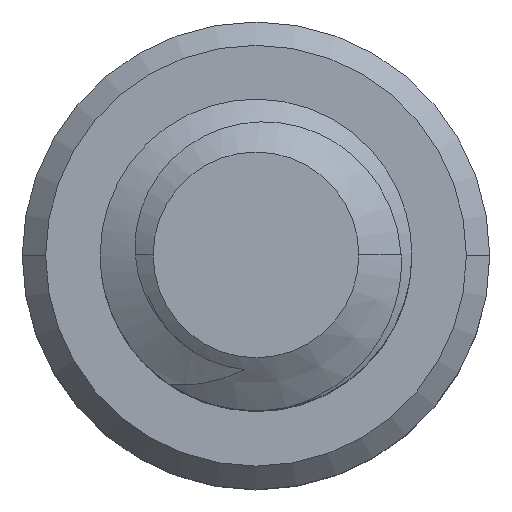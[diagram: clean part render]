
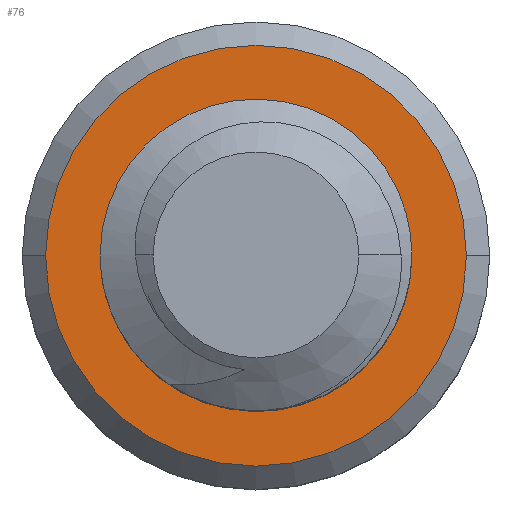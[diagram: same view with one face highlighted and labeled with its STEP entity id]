
A CAD part, top view. The second image highlights one B-rep face of the part: STEP entity #76.
In plain terms, the highlighted planar face has unit normal (0, 0, 1).
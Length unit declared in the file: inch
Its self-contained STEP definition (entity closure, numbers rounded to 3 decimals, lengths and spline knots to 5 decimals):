
#34 = CARTESIAN_POINT ( 'NONE',  ( 0., 0., -0.375 ) ) ;
#76 = ADVANCED_FACE ( 'NONE', ( #1711, #2723 ), #246, .F. ) ;
#84 = VERTEX_POINT ( 'NONE', #153 ) ;
#104 = CARTESIAN_POINT ( 'NONE',  ( -0.08836, -0.06975, -0.375 ) ) ;
#116 = CARTESIAN_POINT ( 'NONE',  ( -0.06483, 0.06602, -0.375 ) ) ;
#144 = CARTESIAN_POINT ( 'NONE',  ( 0.02156, 0.09367, -0.375 ) ) ;
#153 = CARTESIAN_POINT ( 'NONE',  ( 0., -0.125, -0.375 ) ) ;
#155 = CARTESIAN_POINT ( 'NONE',  ( 0.11231, -0.04133, -0.375 ) ) ;
#158 = DIRECTION ( 'NONE',  ( -1., 0., 0. ) ) ;
#163 = DIRECTION ( 'NONE',  ( 0., 0., -1. ) ) ;
#191 = CIRCLE ( 'NONE', #1244, 0.16875 ) ;
#194 = CARTESIAN_POINT ( 'NONE',  ( 0., 0., -0.375 ) ) ;
#246 = PLANE ( 'NONE',  #829 ) ;
#285 = DIRECTION ( 'NONE',  ( -1., 0., 0. ) ) ;
#316 = AXIS2_PLACEMENT_3D ( 'NONE', #1856, #626, #2062 ) ;
#340 = CARTESIAN_POINT ( 'NONE',  ( -0.01085, -0.12392, -0.375 ) ) ;
#351 = CARTESIAN_POINT ( 'NONE',  ( -0.0959, -0.0553, -0.375 ) ) ;
#393 = CARTESIAN_POINT ( 'NONE',  ( 0.05305, 0.08569, -0.375 ) ) ;
#405 = CARTESIAN_POINT ( 'NONE',  ( 0.1002, -0.07146, -0.375 ) ) ;
#505 = CARTESIAN_POINT ( 'NONE',  ( 0.16875, 0., -0.375 ) ) ;
#561 = ORIENTED_EDGE ( 'NONE', *, *, #884, .T. ) ;
#588 = CARTESIAN_POINT ( 'NONE',  ( -0.10115, -0.04009, -0.375 ) ) ;
#617 = CARTESIAN_POINT ( 'NONE',  ( 0., 0., -0.375 ) ) ;
#619 = CARTESIAN_POINT ( 'NONE',  ( 0.08029, 0.06799, -0.375 ) ) ;
#626 = DIRECTION ( 'NONE',  ( 0., 0., -1. ) ) ;
#632 = CARTESIAN_POINT ( 'NONE',  ( 0.08758, -0.08919, -0.375 ) ) ;
#757 = VERTEX_POINT ( 'NONE', #1843 ) ;
#787 = CARTESIAN_POINT ( 'NONE',  ( -0.03638, -0.11544, -0.375 ) ) ;
#796 = CARTESIAN_POINT ( 'NONE',  ( -0.10399, -0.02415, -0.375 ) ) ;
#812 = EDGE_CURVE ( 'NONE', #84, #757, #1168, .T. ) ;
#828 = DIRECTION ( 'NONE',  ( 1., 0., 0. ) ) ;
#829 = AXIS2_PLACEMENT_3D ( 'NONE', #194, #163, #158 ) ;
#831 = CARTESIAN_POINT ( 'NONE',  ( 0.10045, 0.0425, -0.375 ) ) ;
#843 = AXIS2_PLACEMENT_3D ( 'NONE', #617, #2054, #828 ) ;
#884 = EDGE_CURVE ( 'NONE', #975, #1821, #2345, .T. ) ;
#931 = CARTESIAN_POINT ( 'NONE',  ( 0., 0.09252, -0.375 ) ) ;
#949 = AXIS2_PLACEMENT_3D ( 'NONE', #2450, #2408, #1166 ) ;
#967 = ORIENTED_EDGE ( 'NONE', *, *, #812, .T. ) ;
#975 = VERTEX_POINT ( 'NONE', #931 ) ;
#994 = CARTESIAN_POINT ( 'NONE',  ( -0.05073, -0.10777, -0.375 ) ) ;
#997 = EDGE_CURVE ( 'NONE', #1981, #2296, #191, .T. ) ;
#1002 = CARTESIAN_POINT ( 'NONE',  ( -0.1035, 0.00282, -0.375 ) ) ;
#1030 = CARTESIAN_POINT ( 'NONE',  ( 0.11245, 0.0123, -0.375 ) ) ;
#1058 = EDGE_CURVE ( 'NONE', #2296, #1981, #2419, .T. ) ;
#1164 = EDGE_CURVE ( 'NONE', #84, #1821, #1616, .T. ) ;
#1166 = DIRECTION ( 'NONE',  ( -1., 0., 0. ) ) ;
#1168 = B_SPLINE_CURVE_WITH_KNOTS ( 'NONE', 3,
 ( #1803, #340, #2013, #787, #2214, #994, #2422, #1181, #2621, #1398, #104, #1602, #351, #1814, #588, #2020, #796, #2223, #1002, #2432, #1191, #2632, #1408, #116 ),
 .UNSPECIFIED., .F., .F.,
 ( 4, 2, 2, 2, 2, 2, 2, 2, 2, 2, 2, 4 ),
 ( 0., 0.00082, 0.00123, 0.00164, 0.00246, 0.00287, 0.00328, 0.00368, 0.00409, 0.00491, 0.00573, 0.00655 ),
 .UNSPECIFIED. ) ;
#1181 = CARTESIAN_POINT ( 'NONE',  ( -0.06804, -0.09503, -0.375 ) ) ;
#1191 = CARTESIAN_POINT ( 'NONE',  ( -0.09316, 0.03361, -0.375 ) ) ;
#1213 = CARTESIAN_POINT ( 'NONE',  ( 0., 0.09252, -0.375 ) ) ;
#1226 = CARTESIAN_POINT ( 'NONE',  ( 0.11509, -0.0092, -0.375 ) ) ;
#1244 = AXIS2_PLACEMENT_3D ( 'NONE', #34, #1547, #285 ) ;
#1257 = CARTESIAN_POINT ( 'NONE',  ( -0.16875, 0., -0.375 ) ) ;
#1275 = ORIENTED_EDGE ( 'NONE', *, *, #997, .T. ) ;
#1300 = CARTESIAN_POINT ( 'NONE',  ( 0.08758, -0.08919, -0.375 ) ) ;
#1398 = CARTESIAN_POINT ( 'NONE',  ( -0.08544, -0.07427, -0.375 ) ) ;
#1408 = CARTESIAN_POINT ( 'NONE',  ( -0.07368, 0.05961, -0.375 ) ) ;
#1415 = ORIENTED_EDGE ( 'NONE', *, *, #2544, .T. ) ;
#1434 = CARTESIAN_POINT ( 'NONE',  ( 0.01081, 0.09398, -0.375 ) ) ;
#1443 = CARTESIAN_POINT ( 'NONE',  ( 0.11465, -0.02537, -0.375 ) ) ;
#1477 = ORIENTED_EDGE ( 'NONE', *, *, #1164, .F. ) ;
#1547 = DIRECTION ( 'NONE',  ( 0., 0., 1. ) ) ;
#1602 = CARTESIAN_POINT ( 'NONE',  ( -0.09358, -0.06027, -0.375 ) ) ;
#1616 = CIRCLE ( 'NONE', #843, 0.125 ) ;
#1638 = CARTESIAN_POINT ( 'NONE',  ( 0.04295, 0.08948, -0.375 ) ) ;
#1650 = CARTESIAN_POINT ( 'NONE',  ( 0.10916, -0.0519, -0.375 ) ) ;
#1711 = FACE_OUTER_BOUND ( 'NONE', #1764, .T. ) ;
#1764 = EDGE_LOOP ( 'NONE', ( #1275, #2384 ) ) ;
#1803 = CARTESIAN_POINT ( 'NONE',  ( 0., -0.125, -0.375 ) ) ;
#1814 = CARTESIAN_POINT ( 'NONE',  ( -0.09967, -0.04523, -0.375 ) ) ;
#1821 = VERTEX_POINT ( 'NONE', #1300 ) ;
#1843 = CARTESIAN_POINT ( 'NONE',  ( -0.06483, 0.06602, -0.375 ) ) ;
#1849 = CARTESIAN_POINT ( 'NONE',  ( 0.07191, 0.07485, -0.375 ) ) ;
#1856 = CARTESIAN_POINT ( 'NONE',  ( 0., 0., -0.375 ) ) ;
#1860 = CARTESIAN_POINT ( 'NONE',  ( 0.09445, -0.08075, -0.375 ) ) ;
#1981 = VERTEX_POINT ( 'NONE', #1257 ) ;
#2013 = CARTESIAN_POINT ( 'NONE',  ( -0.02129, -0.12138, -0.375 ) ) ;
#2020 = CARTESIAN_POINT ( 'NONE',  ( -0.10331, -0.02957, -0.375 ) ) ;
#2054 = DIRECTION ( 'NONE',  ( 0., 0., 1. ) ) ;
#2057 = CARTESIAN_POINT ( 'NONE',  ( 0.09465, 0.05169, -0.375 ) ) ;
#2062 = DIRECTION ( 'NONE',  ( 1., 0., 0. ) ) ;
#2175 = CIRCLE ( 'NONE', #316, 0.09252 ) ;
#2214 = CARTESIAN_POINT ( 'NONE',  ( -0.04133, -0.11308, -0.375 ) ) ;
#2223 = CARTESIAN_POINT ( 'NONE',  ( -0.10471, -0.00788, -0.375 ) ) ;
#2251 = CARTESIAN_POINT ( 'NONE',  ( 0.10943, 0.02273, -0.375 ) ) ;
#2296 = VERTEX_POINT ( 'NONE', #505 ) ;
#2300 = EDGE_LOOP ( 'NONE', ( #1477, #967, #1415, #561 ) ) ;
#2345 = B_SPLINE_CURVE_WITH_KNOTS ( 'NONE', 3,
 ( #1213, #1434, #144, #1638, #393, #1849, #619, #2057, #831, #2251, #1030, #2461, #1226, #2664, #1443, #155, #1650, #405, #1860, #632 ),
 .UNSPECIFIED., .F., .F.,
 ( 4, 2, 2, 2, 2, 2, 2, 2, 2, 4 ),
 ( 0., 0.00082, 0.00164, 0.00246, 0.00328, 0.0041, 0.00451, 0.00492, 0.00574, 0.00656 ),
 .UNSPECIFIED. ) ;
#2384 = ORIENTED_EDGE ( 'NONE', *, *, #1058, .T. ) ;
#2408 = DIRECTION ( 'NONE',  ( 0., 0., 1. ) ) ;
#2419 = CIRCLE ( 'NONE', #949, 0.16875 ) ;
#2422 = CARTESIAN_POINT ( 'NONE',  ( -0.05521, -0.10481, -0.375 ) ) ;
#2432 = CARTESIAN_POINT ( 'NONE',  ( -0.09765, 0.02383, -0.375 ) ) ;
#2450 = CARTESIAN_POINT ( 'NONE',  ( 0., 0., -0.375 ) ) ;
#2461 = CARTESIAN_POINT ( 'NONE',  ( 0.11471, -0.00373, -0.375 ) ) ;
#2544 = EDGE_CURVE ( 'NONE', #757, #975, #2175, .T. ) ;
#2621 = CARTESIAN_POINT ( 'NONE',  ( -0.07579, -0.08719, -0.375 ) ) ;
#2632 = CARTESIAN_POINT ( 'NONE',  ( -0.08107, 0.05172, -0.375 ) ) ;
#2664 = CARTESIAN_POINT ( 'NONE',  ( 0.11505, -0.02001, -0.375 ) ) ;
#2723 = FACE_BOUND ( 'NONE', #2300, .T. ) ;
